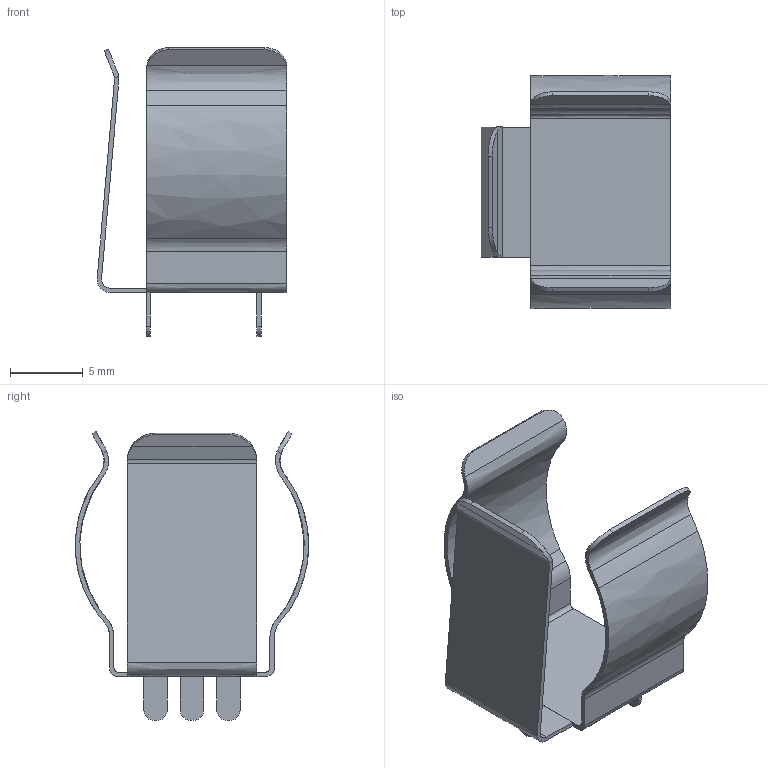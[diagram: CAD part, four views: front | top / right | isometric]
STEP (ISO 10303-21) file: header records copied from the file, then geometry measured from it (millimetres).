
FILE_DESCRIPTION(('FreeCAD Model'),'2;1');
FILE_NAME('Open CASCADE Shape Model','2024-05-27T11:41:16',( 'kicad StepUp'),('ksu MCAD'),'Open CASCADE STEP processor 7.7', 'Ondsel','Unknown');
FILE_SCHEMA(('AUTOMOTIVE_DESIGN { 1 0 10303 214 1 1 1 1 }'));
Length unit declared in the file: millimetre
Products named in the file (1): MY-18650-002
Bounding box: 13.01 x 15.99 x 19.8 mm (x, y, z)
Volume: 189.7 mm3; surface area: 1305.2 mm2
Topology: 1 solids, 1 shells, 79 faces, 223 edges, 148 vertices
Faces by surface type: extrusion 48, plane 19, bspline 6, cylinder 6
Entity records: 3217 total; most frequent: CARTESIAN_POINT 1399, ORIENTED_EDGE 446, EDGE_CURVE 223, DIRECTION 214, B_SPLINE_CURVE_WITH_KNOTS 169, VERTEX_POINT 148, VECTOR 138, LINE 90
